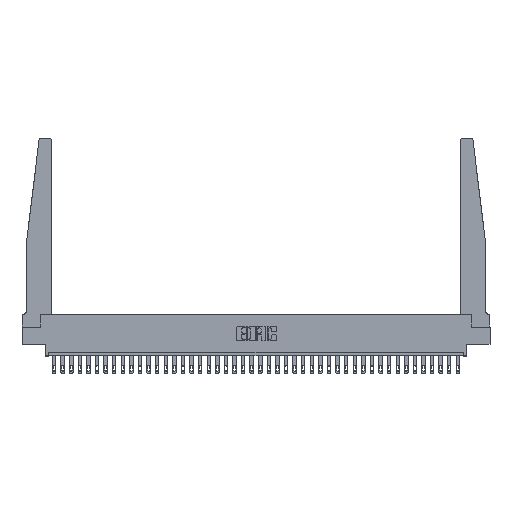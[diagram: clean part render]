
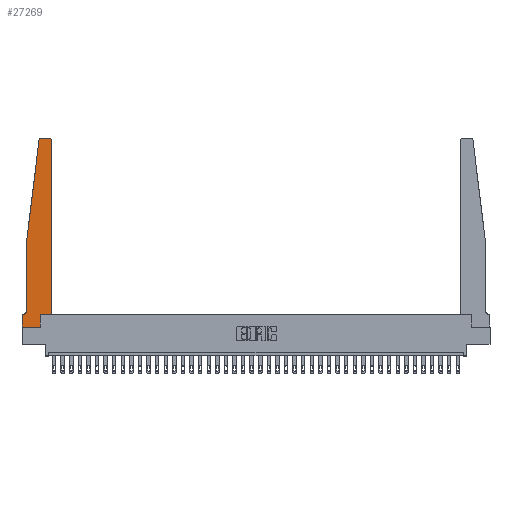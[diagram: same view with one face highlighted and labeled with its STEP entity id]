
A CAD part, top view. The second image highlights one B-rep face of the part: STEP entity #27269.
In plain terms, the highlighted planar face has unit normal (0, 0, 1).
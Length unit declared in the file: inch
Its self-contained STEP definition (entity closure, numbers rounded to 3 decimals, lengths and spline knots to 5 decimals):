
#117 = EDGE_CURVE ( 'NONE', #21235, #1004, #16588, .T. ) ;
#312 = ORIENTED_EDGE ( 'NONE', *, *, #2607, .T. ) ;
#318 = ORIENTED_EDGE ( 'NONE', *, *, #27684, .T. ) ;
#431 = ORIENTED_EDGE ( 'NONE', *, *, #21902, .T. ) ;
#809 = CARTESIAN_POINT ( 'NONE',  ( 0., 0., 0.37 ) ) ;
#851 = EDGE_CURVE ( 'NONE', #28669, #21630, #8198, .T. ) ;
#973 = DIRECTION ( 'NONE',  ( 0., -1., 0. ) ) ;
#1004 = VERTEX_POINT ( 'NONE', #11985 ) ;
#1401 = CARTESIAN_POINT ( 'NONE',  ( 0.2605, 0.18, 0.37 ) ) ;
#1443 = AXIS2_PLACEMENT_3D ( 'NONE', #23162, #33723, #4777 ) ;
#1461 = VERTEX_POINT ( 'NONE', #4318 ) ;
#1813 = AXIS2_PLACEMENT_3D ( 'NONE', #29173, #15297, #20687 ) ;
#1911 = VECTOR ( 'NONE', #2736, 39.37008 ) ;
#1983 = VERTEX_POINT ( 'NONE', #2322 ) ;
#1984 = DIRECTION ( 'NONE',  ( 1., 0., 0. ) ) ;
#2156 = DIRECTION ( 'NONE',  ( 1., 0., 0. ) ) ;
#2322 = CARTESIAN_POINT ( 'NONE',  ( 0.395, 2.75, 0.37 ) ) ;
#2607 = EDGE_CURVE ( 'NONE', #33526, #24443, #8853, .T. ) ;
#2657 = DIRECTION ( 'NONE',  ( -1., 0., 0. ) ) ;
#2736 = DIRECTION ( 'NONE',  ( -0.122, -0.992, 0. ) ) ;
#3134 = CARTESIAN_POINT ( 'NONE',  ( 0.065, 1.25, 0.37 ) ) ;
#3327 = CARTESIAN_POINT ( 'NONE',  ( 0.425, 2.72, 0.37 ) ) ;
#3645 = ORIENTED_EDGE ( 'NONE', *, *, #5371, .T. ) ;
#3819 = EDGE_CURVE ( 'NONE', #12404, #33526, #33922, .T. ) ;
#3963 = EDGE_CURVE ( 'NONE', #21630, #21235, #5842, .T. ) ;
#4318 = CARTESIAN_POINT ( 'NONE',  ( 0.425, 0.18, 0.37 ) ) ;
#4777 = DIRECTION ( 'NONE',  ( -1., 0., 0. ) ) ;
#4896 = VERTEX_POINT ( 'NONE', #25459 ) ;
#5371 = EDGE_CURVE ( 'NONE', #24443, #28669, #21910, .T. ) ;
#5793 = CARTESIAN_POINT ( 'NONE',  ( 0.425, 0.18, 0.37 ) ) ;
#5842 = LINE ( 'NONE', #809, #21312 ) ;
#6125 = ORIENTED_EDGE ( 'NONE', *, *, #3819, .T. ) ;
#7292 = DIRECTION ( 'NONE',  ( 0., 1., 0. ) ) ;
#7565 = VECTOR ( 'NONE', #25646, 39.37008 ) ;
#8198 = LINE ( 'NONE', #15826, #16182 ) ;
#8565 = CIRCLE ( 'NONE', #26277, 0.03 ) ;
#8701 = ORIENTED_EDGE ( 'NONE', *, *, #31990, .T. ) ;
#8751 = DIRECTION ( 'NONE',  ( 1., 0., 0. ) ) ;
#8853 = LINE ( 'NONE', #3134, #20124 ) ;
#9206 = CARTESIAN_POINT ( 'NONE',  ( 0.24675, 2.72367, 0.37 ) ) ;
#9848 = CARTESIAN_POINT ( 'NONE',  ( 0.425, 0.18, 0.37 ) ) ;
#10121 = DIRECTION ( 'NONE',  ( 0., 0., 1. ) ) ;
#10291 = VERTEX_POINT ( 'NONE', #21337 ) ;
#10833 = VECTOR ( 'NONE', #7292, 39.37008 ) ;
#11985 = CARTESIAN_POINT ( 'NONE',  ( 0.2605, 0., 0.37 ) ) ;
#12272 = LINE ( 'NONE', #9848, #32748 ) ;
#12404 = VERTEX_POINT ( 'NONE', #9206 ) ;
#13074 = VECTOR ( 'NONE', #8751, 39.37008 ) ;
#13236 = CARTESIAN_POINT ( 'NONE',  ( 0., 0.1875, 0.37 ) ) ;
#13267 = CARTESIAN_POINT ( 'NONE',  ( 0.015, 0.1875, 0.37 ) ) ;
#13434 = VECTOR ( 'NONE', #19702, 39.37008 ) ;
#14089 = CARTESIAN_POINT ( 'NONE',  ( 0., 0.1875, 0.37 ) ) ;
#14331 = EDGE_CURVE ( 'NONE', #1461, #27939, #12272, .T. ) ;
#14733 = LINE ( 'NONE', #1401, #10833 ) ;
#15297 = DIRECTION ( 'NONE',  ( 0., 0., 1. ) ) ;
#15362 = CARTESIAN_POINT ( 'NONE',  ( 0.065, 1.25, 0.37 ) ) ;
#15664 = FACE_OUTER_BOUND ( 'NONE', #32416, .T. ) ;
#15826 = CARTESIAN_POINT ( 'NONE',  ( 0.065, 0.1875, 0.37 ) ) ;
#16182 = VECTOR ( 'NONE', #2657, 39.37008 ) ;
#16588 = LINE ( 'NONE', #24726, #13434 ) ;
#19414 = DIRECTION ( 'NONE',  ( 0., -1., 0. ) ) ;
#19702 = DIRECTION ( 'NONE',  ( 1., 0., 0. ) ) ;
#19743 = ORIENTED_EDGE ( 'NONE', *, *, #3963, .T. ) ;
#20124 = VECTOR ( 'NONE', #19414, 39.37008 ) ;
#20687 = DIRECTION ( 'NONE',  ( 1., 0., 0. ) ) ;
#20966 = EDGE_CURVE ( 'NONE', #1983, #4896, #28605, .T. ) ;
#21235 = VERTEX_POINT ( 'NONE', #29640 ) ;
#21312 = VECTOR ( 'NONE', #973, 39.37008 ) ;
#21337 = CARTESIAN_POINT ( 'NONE',  ( 0.2605, 0.18, 0.37 ) ) ;
#21630 = VERTEX_POINT ( 'NONE', #14089 ) ;
#21902 = EDGE_CURVE ( 'NONE', #4896, #12404, #25058, .T. ) ;
#21910 = CIRCLE ( 'NONE', #1443, 0.05 ) ;
#23131 = DIRECTION ( 'NONE',  ( 0., 0., 1. ) ) ;
#23162 = CARTESIAN_POINT ( 'NONE',  ( 0.015, 0.2375, 0.37 ) ) ;
#23381 = ORIENTED_EDGE ( 'NONE', *, *, #27375, .T. ) ;
#24443 = VERTEX_POINT ( 'NONE', #29730 ) ;
#24726 = CARTESIAN_POINT ( 'NONE',  ( 0., 0., 0.37 ) ) ;
#24850 = LINE ( 'NONE', #5793, #13074 ) ;
#25058 = CIRCLE ( 'NONE', #1813, 0.03 ) ;
#25304 = CARTESIAN_POINT ( 'NONE',  ( 0.25, 2.75, 0.37 ) ) ;
#25322 = ORIENTED_EDGE ( 'NONE', *, *, #14331, .T. ) ;
#25459 = CARTESIAN_POINT ( 'NONE',  ( 0.27653, 2.75, 0.37 ) ) ;
#25559 = CARTESIAN_POINT ( 'NONE',  ( 0.395, 2.72, 0.37 ) ) ;
#25646 = DIRECTION ( 'NONE',  ( -1., 0., 0. ) ) ;
#25905 = PLANE ( 'NONE',  #31876 ) ;
#26277 = AXIS2_PLACEMENT_3D ( 'NONE', #25559, #23131, #1984 ) ;
#26485 = CARTESIAN_POINT ( 'NONE',  ( 0.065, 1.25, 0.37 ) ) ;
#27269 = ADVANCED_FACE ( 'NONE', ( #15664 ), #25905, .T. ) ;
#27371 = ORIENTED_EDGE ( 'NONE', *, *, #851, .T. ) ;
#27375 = EDGE_CURVE ( 'NONE', #1004, #10291, #14733, .T. ) ;
#27684 = EDGE_CURVE ( 'NONE', #10291, #1461, #24850, .T. ) ;
#27939 = VERTEX_POINT ( 'NONE', #3327 ) ;
#28605 = LINE ( 'NONE', #25304, #7565 ) ;
#28669 = VERTEX_POINT ( 'NONE', #13267 ) ;
#29173 = CARTESIAN_POINT ( 'NONE',  ( 0.27653, 2.72, 0.37 ) ) ;
#29516 = ORIENTED_EDGE ( 'NONE', *, *, #117, .T. ) ;
#29640 = CARTESIAN_POINT ( 'NONE',  ( 0., 0., 0.37 ) ) ;
#29730 = CARTESIAN_POINT ( 'NONE',  ( 0.065, 0.2375, 0.37 ) ) ;
#30819 = DIRECTION ( 'NONE',  ( 0., 1., 0. ) ) ;
#31876 = AXIS2_PLACEMENT_3D ( 'NONE', #13236, #10121, #2156 ) ;
#31990 = EDGE_CURVE ( 'NONE', #27939, #1983, #8565, .T. ) ;
#32416 = EDGE_LOOP ( 'NONE', ( #32467, #431, #6125, #312, #3645, #27371, #19743, #29516, #23381, #318, #25322, #8701 ) ) ;
#32467 = ORIENTED_EDGE ( 'NONE', *, *, #20966, .T. ) ;
#32748 = VECTOR ( 'NONE', #30819, 39.37008 ) ;
#33526 = VERTEX_POINT ( 'NONE', #15362 ) ;
#33723 = DIRECTION ( 'NONE',  ( 0., 0., -1. ) ) ;
#33922 = LINE ( 'NONE', #26485, #1911 ) ;
